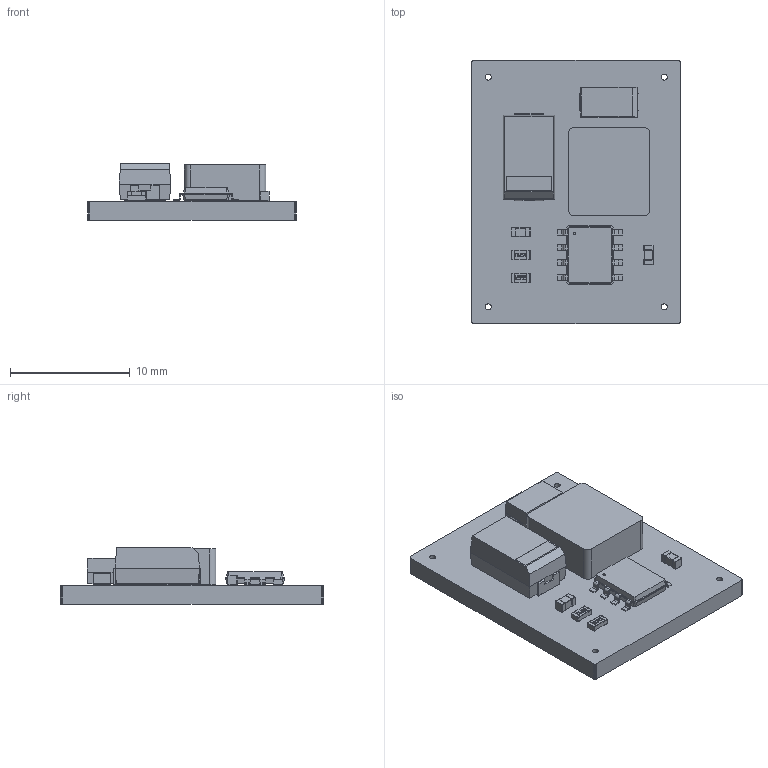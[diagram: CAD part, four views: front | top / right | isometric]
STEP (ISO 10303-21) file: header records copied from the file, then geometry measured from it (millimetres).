
FILE_DESCRIPTION(('KiCad electronic assembly'),'2;1');
FILE_NAME('tps5430.step','2023-05-21T22:24:06',('Pcbnew'),('Kicad'), 'Open CASCADE STEP processor 7.6','KiCad to STEP converter','Unknown' );
FILE_SCHEMA(('AUTOMOTIVE_DESIGN { 1 0 10303 214 1 1 1 1 }'));
Length unit declared in the file: millimetre
Products named in the file (14): tps5430 1; R0603; COMPOUND; C0603; SOLID; SS510-HF; HTSOP-8-1EP_3.9x4.9mm_Pitch1.27mm; CP_EIA-7343-31_Kemet-D; 0603Inductor; _autosave-tps5430 PCB
Assembly tree (15 placements, depth 3):
  tps5430 1
    R0603  x2
      COMPOUND
    C0603  x2
      SOLID
    SS510-HF
      COMPOUND
    HTSOP-8-1EP_3.9x4.9mm_Pitch1.27mm
      SOLID
    CP_EIA-7343-31_Kemet-D
      SOLID
    0603Inductor
      SOLID
    _autosave-tps5430 PCB
Bounding box: 17.46 x 22 x 4.73 mm (x, y, z)
Volume: 891.2 mm3; surface area: 1389.2 mm2
Topology: 25 solids, 25 shells, 733 faces, 1908 edges, 1196 vertices
Faces by surface type: plane 402, extrusion 136, cylinder 122, bspline 41, sphere 32
Full cylindrical faces by diameter (mm): 0.2 x1, 0.5 x4
Entity records: 38089 total; most frequent: CARTESIAN_POINT 10852, DIRECTION 4413, VECTOR 3222, LINE 3154, ORIENTED_EDGE 2588, PCURVE 2588, DEFINITIONAL_REPRESENTATION 2588, EDGE_CURVE 1294
